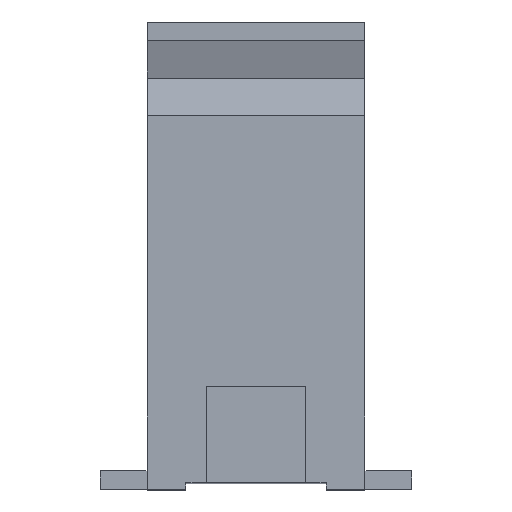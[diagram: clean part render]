
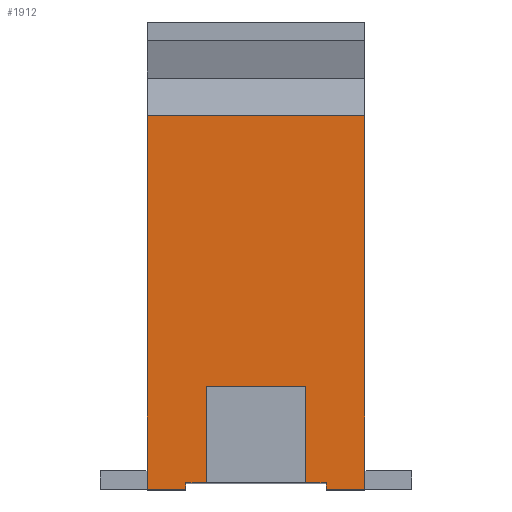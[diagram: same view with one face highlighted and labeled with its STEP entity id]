
A CAD part, top view. The second image highlights one B-rep face of the part: STEP entity #1912.
In plain terms, the highlighted planar face has unit normal (0, 0, 1).
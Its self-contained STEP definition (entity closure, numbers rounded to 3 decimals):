
#66=FACE_OUTER_BOUND('',#160,.T.);
#160=EDGE_LOOP('',(#1329,#1330,#1331,#1332,#1333,#1334,#1335,#1336,#1337,
#1338,#1339,#1340));
#288=LINE('',#2666,#564);
#297=LINE('',#2686,#573);
#303=LINE('',#2697,#579);
#304=LINE('',#2699,#580);
#305=LINE('',#2701,#581);
#306=LINE('',#2703,#582);
#307=LINE('',#2705,#583);
#308=LINE('',#2707,#584);
#309=LINE('',#2709,#585);
#310=LINE('',#2711,#586);
#311=LINE('',#2712,#587);
#312=LINE('',#2713,#588);
#564=VECTOR('',#2172,0.625);
#573=VECTOR('',#2187,3.5);
#579=VECTOR('',#2197,6.);
#580=VECTOR('',#2198,0.625);
#581=VECTOR('',#2199,0.1);
#582=VECTOR('',#2200,0.325);
#583=VECTOR('',#2201,1.55);
#584=VECTOR('',#2202,1.6);
#585=VECTOR('',#2203,1.55);
#586=VECTOR('',#2204,0.325);
#587=VECTOR('',#2205,0.1);
#588=VECTOR('',#2206,6.);
#829=VERTEX_POINT('',#2663);
#830=VERTEX_POINT('',#2665);
#837=VERTEX_POINT('',#2684);
#838=VERTEX_POINT('',#2685);
#841=VERTEX_POINT('',#2696);
#842=VERTEX_POINT('',#2698);
#843=VERTEX_POINT('',#2700);
#844=VERTEX_POINT('',#2702);
#845=VERTEX_POINT('',#2704);
#846=VERTEX_POINT('',#2706);
#847=VERTEX_POINT('',#2708);
#848=VERTEX_POINT('',#2710);
#1024=EDGE_CURVE('',#830,#829,#288,.T.);
#1033=EDGE_CURVE('',#837,#838,#297,.T.);
#1039=EDGE_CURVE('',#841,#837,#303,.T.);
#1040=EDGE_CURVE('',#841,#842,#304,.T.);
#1041=EDGE_CURVE('',#843,#842,#305,.T.);
#1042=EDGE_CURVE('',#844,#843,#306,.T.);
#1043=EDGE_CURVE('',#845,#844,#307,.T.);
#1044=EDGE_CURVE('',#846,#845,#308,.T.);
#1045=EDGE_CURVE('',#847,#846,#309,.T.);
#1046=EDGE_CURVE('',#848,#847,#310,.T.);
#1047=EDGE_CURVE('',#830,#848,#311,.T.);
#1048=EDGE_CURVE('',#829,#838,#312,.T.);
#1329=ORIENTED_EDGE('',*,*,#1033,.F.);
#1330=ORIENTED_EDGE('',*,*,#1039,.F.);
#1331=ORIENTED_EDGE('',*,*,#1040,.T.);
#1332=ORIENTED_EDGE('',*,*,#1041,.F.);
#1333=ORIENTED_EDGE('',*,*,#1042,.F.);
#1334=ORIENTED_EDGE('',*,*,#1043,.F.);
#1335=ORIENTED_EDGE('',*,*,#1044,.F.);
#1336=ORIENTED_EDGE('',*,*,#1045,.F.);
#1337=ORIENTED_EDGE('',*,*,#1046,.F.);
#1338=ORIENTED_EDGE('',*,*,#1047,.F.);
#1339=ORIENTED_EDGE('',*,*,#1024,.T.);
#1340=ORIENTED_EDGE('',*,*,#1048,.T.);
#1818=PLANE('',#2008);
#1912=ADVANCED_FACE('',(#66),#1818,.F.);
#2008=AXIS2_PLACEMENT_3D('',#2695,#2195,#2196);
#2172=DIRECTION('',(1.,0.,0.));
#2187=DIRECTION('',(1.,0.,0.));
#2195=DIRECTION('center_axis',(0.,0.,-1.));
#2196=DIRECTION('ref_axis',(-1.,0.,0.));
#2197=DIRECTION('',(0.,1.,0.));
#2198=DIRECTION('',(1.,0.,0.));
#2199=DIRECTION('',(0.,-1.,0.));
#2200=DIRECTION('',(-1.,0.,0.));
#2201=DIRECTION('',(0.,-1.,0.));
#2202=DIRECTION('',(-1.,0.,0.));
#2203=DIRECTION('',(0.,1.,0.));
#2204=DIRECTION('',(-1.,0.,0.));
#2205=DIRECTION('',(0.,1.,0.));
#2206=DIRECTION('',(0.,1.,0.));
#2663=CARTESIAN_POINT('',(0.,0.,-17.));
#2665=CARTESIAN_POINT('',(-0.625,0.,-17.));
#2666=CARTESIAN_POINT('',(-3.5,0.,-17.));
#2684=CARTESIAN_POINT('',(-3.5,6.,-17.));
#2685=CARTESIAN_POINT('',(0.,6.,-17.));
#2686=CARTESIAN_POINT('',(-1.75,6.,-17.));
#2695=CARTESIAN_POINT('Origin',(0.,0.,-17.));
#2696=CARTESIAN_POINT('',(-3.5,0.,-17.));
#2697=CARTESIAN_POINT('',(-3.5,0.,-17.));
#2698=CARTESIAN_POINT('',(-2.875,0.,-17.));
#2699=CARTESIAN_POINT('',(-3.5,0.,-17.));
#2700=CARTESIAN_POINT('',(-2.875,0.1,-17.));
#2701=CARTESIAN_POINT('',(-2.875,-0.234,-17.));
#2702=CARTESIAN_POINT('',(-2.55,0.1,-17.));
#2703=CARTESIAN_POINT('',(-1.438,0.1,-17.));
#2704=CARTESIAN_POINT('',(-2.55,1.65,-17.));
#2705=CARTESIAN_POINT('',(-2.55,0.05,-17.));
#2706=CARTESIAN_POINT('',(-0.95,1.65,-17.));
#2707=CARTESIAN_POINT('',(-1.275,1.65,-17.));
#2708=CARTESIAN_POINT('',(-0.95,0.1,-17.));
#2709=CARTESIAN_POINT('',(-0.95,0.825,-17.));
#2710=CARTESIAN_POINT('',(-0.625,0.1,-17.));
#2711=CARTESIAN_POINT('',(-1.438,0.1,-17.));
#2712=CARTESIAN_POINT('',(-0.625,0.05,-17.));
#2713=CARTESIAN_POINT('',(0.,0.,-17.));
